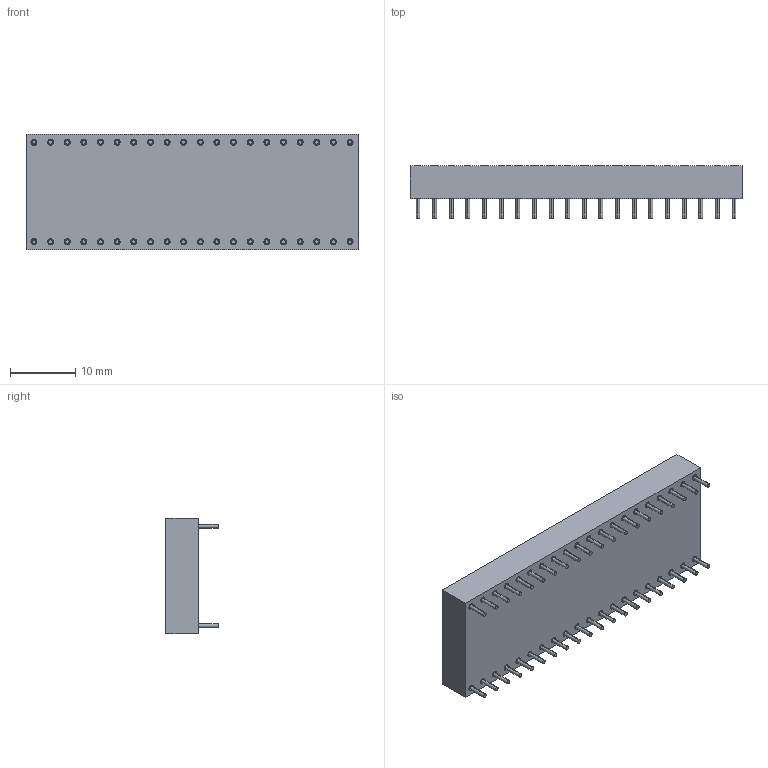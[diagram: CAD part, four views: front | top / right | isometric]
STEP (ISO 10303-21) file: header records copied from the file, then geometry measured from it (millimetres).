
FILE_DESCRIPTION (( 'STEP AP214' ), '1' );
FILE_NAME ('Dip-40.STEP', '2014-09-10T12:39:02', ( 'punk' ), ( '' ), 'SwSTEP 2.0', 'SolidWorks 2014', '' );
FILE_SCHEMA (( 'AUTOMOTIVE_DESIGN' ));
Length unit declared in the file: millimetre
Products named in the file (1): Dip-40
Bounding box: 50.7 x 8 x 17.6 mm (x, y, z)
Volume: 4364 mm3; surface area: 3238.8 mm2
Topology: 41 solids, 41 shells, 246 faces, 492 edges, 328 vertices
Faces by surface type: cylinder 160, plane 86
Entity records: 9816 total; most frequent: DIRECTION 1306, CARTESIAN_POINT 1067, ORIENTED_EDGE 984, AXIS2_PLACEMENT_3D 567, EDGE_CURVE 492, VERTEX_POINT 328, EDGE_LOOP 326, CIRCLE 320
